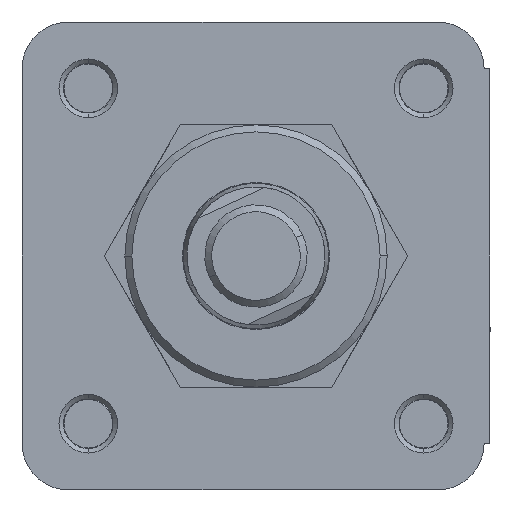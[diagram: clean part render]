
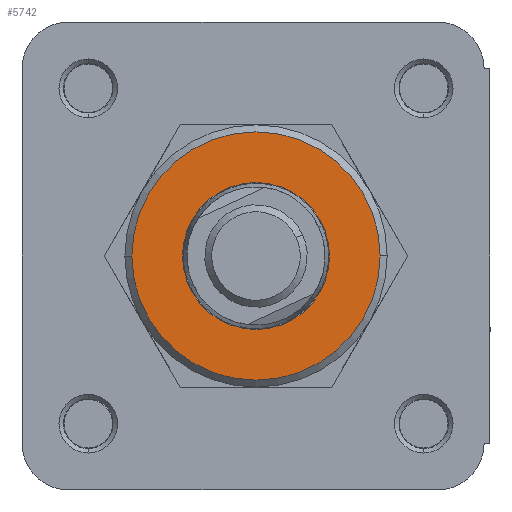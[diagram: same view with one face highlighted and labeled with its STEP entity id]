
A CAD part, left-side view. The second image highlights one B-rep face of the part: STEP entity #5742.
In plain terms, the highlighted planar face has unit normal (-1, 0, 0).
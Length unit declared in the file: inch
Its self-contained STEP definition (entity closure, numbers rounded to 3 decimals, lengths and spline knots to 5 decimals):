
#180 = DIRECTION ( 'NONE',  ( 0., 0., -1. ) ) ;
#629 = CARTESIAN_POINT ( 'NONE',  ( -0.615, 0., -0.314 ) ) ;
#831 = DIRECTION ( 'NONE',  ( 0., 0., -1. ) ) ;
#1082 = CIRCLE ( 'NONE', #7557, 0.314 ) ;
#1601 = CIRCLE ( 'NONE', #11739, 0.5305 ) ;
#1917 = EDGE_LOOP ( 'NONE', ( #4845, #5574 ) ) ;
#3075 = VERTEX_POINT ( 'NONE', #7266 ) ;
#3217 = CARTESIAN_POINT ( 'NONE',  ( -0.615, 0.5305, 0. ) ) ;
#3685 = AXIS2_PLACEMENT_3D ( 'NONE', #6047, #13988, #7193 ) ;
#3991 = VERTEX_POINT ( 'NONE', #3217 ) ;
#4284 = CARTESIAN_POINT ( 'NONE',  ( -0.615, 0., 0.314 ) ) ;
#4478 = CARTESIAN_POINT ( 'NONE',  ( -0.615, 0., 0. ) ) ;
#4845 = ORIENTED_EDGE ( 'NONE', *, *, #7371, .F. ) ;
#4957 = EDGE_CURVE ( 'NONE', #9820, #6265, #14356, .T. ) ;
#5524 = EDGE_CURVE ( 'NONE', #6265, #9820, #1082, .T. ) ;
#5574 = ORIENTED_EDGE ( 'NONE', *, *, #6964, .F. ) ;
#5619 = DIRECTION ( 'NONE',  ( 0., 1., 0. ) ) ;
#5742 = ADVANCED_FACE ( 'NONE', ( #13021, #7343 ), #14465, .F. ) ;
#6047 = CARTESIAN_POINT ( 'NONE',  ( -0.615, 0., 0. ) ) ;
#6102 = DIRECTION ( 'NONE',  ( 1., 0., 0. ) ) ;
#6265 = VERTEX_POINT ( 'NONE', #629 ) ;
#6964 = EDGE_CURVE ( 'NONE', #3075, #3991, #7005, .T. ) ;
#7005 = CIRCLE ( 'NONE', #3685, 0.5305 ) ;
#7015 = ORIENTED_EDGE ( 'NONE', *, *, #5524, .T. ) ;
#7064 = DIRECTION ( 'NONE',  ( 1., 0., 0. ) ) ;
#7193 = DIRECTION ( 'NONE',  ( 0., 1., 0. ) ) ;
#7266 = CARTESIAN_POINT ( 'NONE',  ( -0.615, -0.5305, 0. ) ) ;
#7343 = FACE_OUTER_BOUND ( 'NONE', #1917, .T. ) ;
#7371 = EDGE_CURVE ( 'NONE', #3991, #3075, #1601, .T. ) ;
#7557 = AXIS2_PLACEMENT_3D ( 'NONE', #12875, #6102, #14035 ) ;
#7711 = DIRECTION ( 'NONE',  ( 1., 0., 0. ) ) ;
#7743 = AXIS2_PLACEMENT_3D ( 'NONE', #14512, #7711, #831 ) ;
#7893 = EDGE_LOOP ( 'NONE', ( #7015, #12564 ) ) ;
#9459 = AXIS2_PLACEMENT_3D ( 'NONE', #13867, #7064, #180 ) ;
#9820 = VERTEX_POINT ( 'NONE', #4284 ) ;
#11739 = AXIS2_PLACEMENT_3D ( 'NONE', #4478, #12414, #5619 ) ;
#12414 = DIRECTION ( 'NONE',  ( 1., 0., 0. ) ) ;
#12564 = ORIENTED_EDGE ( 'NONE', *, *, #4957, .T. ) ;
#12875 = CARTESIAN_POINT ( 'NONE',  ( -0.615, 0., 0. ) ) ;
#13021 = FACE_BOUND ( 'NONE', #7893, .T. ) ;
#13867 = CARTESIAN_POINT ( 'NONE',  ( -0.615, 0., 0. ) ) ;
#13988 = DIRECTION ( 'NONE',  ( 1., 0., 0. ) ) ;
#14035 = DIRECTION ( 'NONE',  ( 0., 0., -1. ) ) ;
#14356 = CIRCLE ( 'NONE', #9459, 0.314 ) ;
#14465 = PLANE ( 'NONE',  #7743 ) ;
#14512 = CARTESIAN_POINT ( 'NONE',  ( -0.615, 0., 0. ) ) ;
